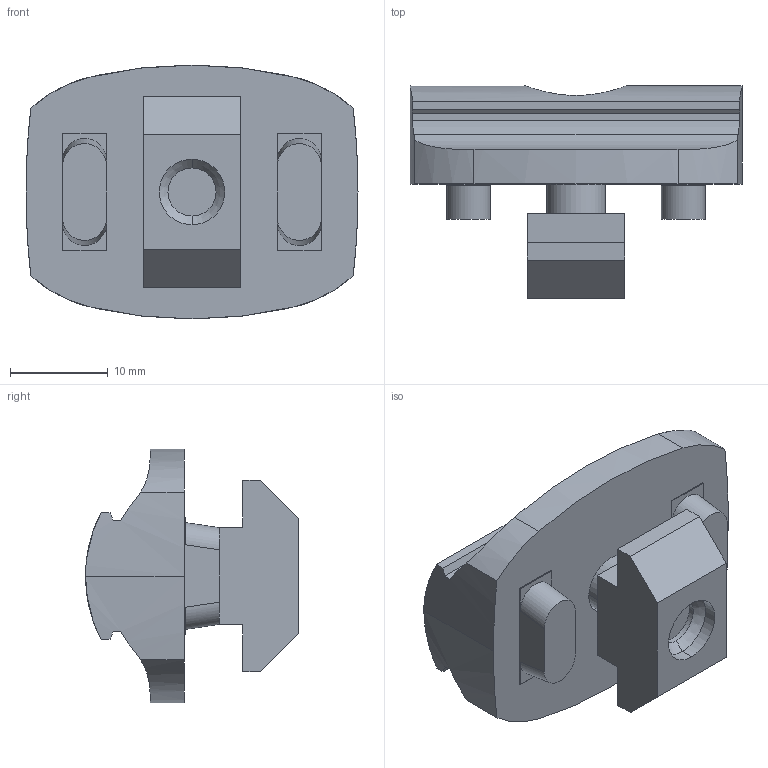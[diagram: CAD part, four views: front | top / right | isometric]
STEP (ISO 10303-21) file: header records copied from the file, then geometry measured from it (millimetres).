
FILE_DESCRIPTION(('STEP AP214'),'1');
FILE_NAME('cctmp_95DCB7EF-1665-46E8-AF4D-998475C1D97B_2024_10_29_16_16_35_0682_7240..stp','2024-10-29T15:16:35',('Bosch Rexroth AG'),('CADClick - www.CADClick.com'),'Spatial InterOp 3D',' ','unknown authorization - (Healing Option Enabled)');
FILE_SCHEMA(('AUTOMOTIVE_DESIGN'));
Length unit declared in the file: millimetre
Products named in the file (1): 2024_10_29_16_16_35_0666
Bounding box: 34 x 21.8 x 26 mm (x, y, z)
Volume: 7124.2 mm3; surface area: 4115.3 mm2
Topology: 1 solids, 3 shells, 94 faces, 237 edges, 155 vertices
Faces by surface type: plane 61, cylinder 31, cone 2
Entity records: 3766 total; most frequent: CARTESIAN_POINT 722, ORIENTED_EDGE 474, DIRECTION 452, EDGE_CURVE 237, LINE 166, VECTOR 166, VERTEX_POINT 155, AXIS2_PLACEMENT_3D 143
